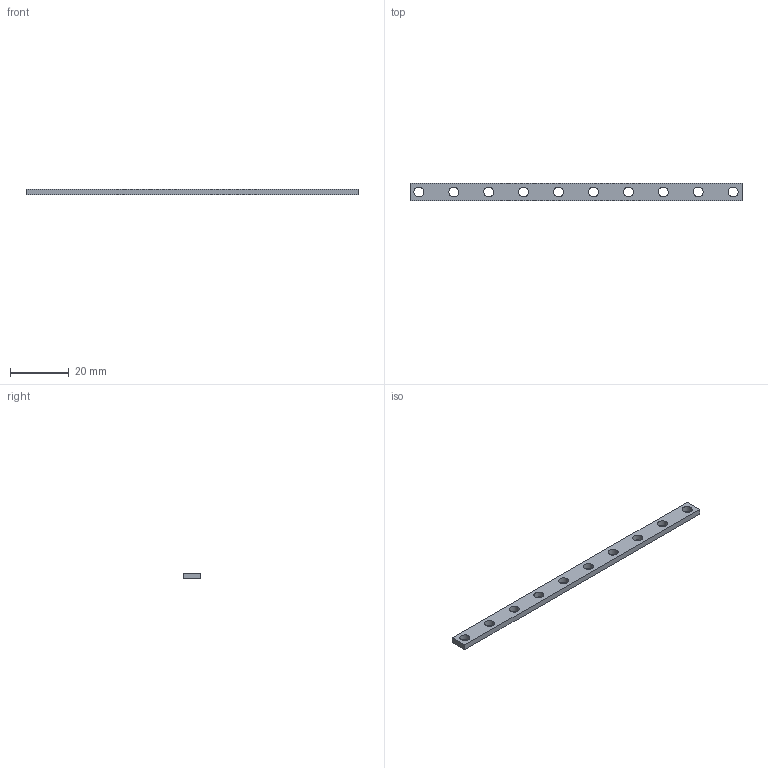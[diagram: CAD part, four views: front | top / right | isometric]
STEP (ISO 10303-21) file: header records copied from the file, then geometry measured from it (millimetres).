
FILE_DESCRIPTION(('CATIA V5 STEP Exchange','CAx-IF Rec.Pracs.--- Model Styling and Organization---1.4--- 2014-01-23'),'2;1');
FILE_NAME ('002084-2_0_0471000000_0471000000_S.stp','2021-05-07T09:45:38+00:00',('none'),('Weidmueller'),'CATIA Version 5-6 Release 2016 SP3 HF44','CATIA V5 STEP AP214','none');
FILE_SCHEMA(('AUTOMOTIVE_DESIGN { 1 0 10303 214 1 1 1 1 }'));
Length unit declared in the file: millimetre
Products named in the file (1): QL 10 SAK16
Bounding box: 113.1 x 6 x 2 mm (x, y, z)
Volume: 1175.6 mm3; surface area: 1865.6 mm2
Topology: 1 solids, 1 shells, 26 faces, 72 edges, 48 vertices
Faces by surface type: cylinder 20, plane 6
Entity records: 840 total; most frequent: ORIENTED_EDGE 144, CARTESIAN_POINT 138, DIRECTION 106, EDGE_CURVE 72, AXIS2_PLACEMENT_3D 58, VERTEX_POINT 48, EDGE_LOOP 46, CIRCLE 40
